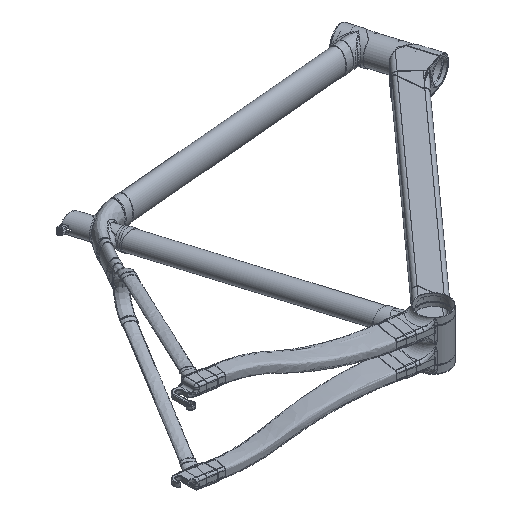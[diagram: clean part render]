
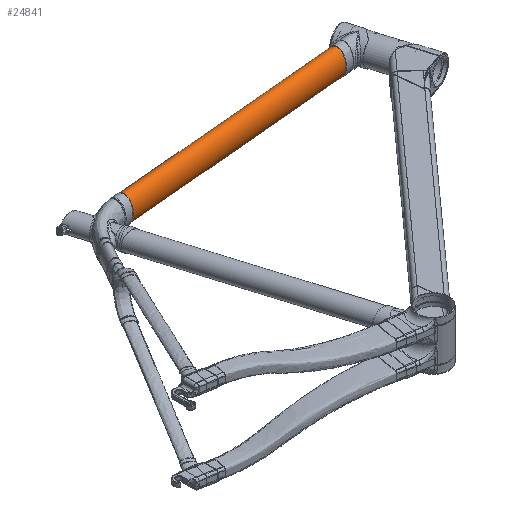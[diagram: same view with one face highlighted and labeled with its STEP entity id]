
A CAD part, isometric view. The second image highlights one B-rep face of the part: STEP entity #24841.
In plain terms, the highlighted free-form (B-spline) face has degree [1, 2] with [2, 9] control points.
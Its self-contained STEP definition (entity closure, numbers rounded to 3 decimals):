
#23876=CARTESIAN_POINT('',(343.952,522.276,-24.));
#23877=VERTEX_POINT('',#23876);
#23878=CARTESIAN_POINT('',(343.952,522.276,0.0));
#23879=DIRECTION('',(0.996,0.09,0.0));
#23880=DIRECTION('',(0.0,0.0,1.0));
#23881=AXIS2_PLACEMENT_3D('',#23878,#23879,#23880);
#23882=ELLIPSE('',#23881,24.,16.);
#23883=EDGE_CURVE('',#23877,#23877,#23882,.T.);
#24801=CARTESIAN_POINT('',(346.798,522.532,24.));
#24802=CARTESIAN_POINT('',(-89.274,483.276,24.));
#24803=CARTESIAN_POINT('',(348.233,506.597,24.));
#24804=CARTESIAN_POINT('',(-87.839,467.34,24.));
#24805=CARTESIAN_POINT('',(348.233,506.597,0.));
#24806=CARTESIAN_POINT('',(-87.839,467.34,0.));
#24807=CARTESIAN_POINT('',(348.233,506.597,-24.));
#24808=CARTESIAN_POINT('',(-87.839,467.34,-24.0));
#24809=CARTESIAN_POINT('',(346.798,522.532,-24.));
#24810=CARTESIAN_POINT('',(-89.274,483.276,-24.));
#24811=CARTESIAN_POINT('',(345.364,538.468,-24.));
#24812=CARTESIAN_POINT('',(-90.708,499.211,-24.));
#24813=CARTESIAN_POINT('',(345.364,538.468,0.));
#24814=CARTESIAN_POINT('',(-90.708,499.211,0.));
#24815=CARTESIAN_POINT('',(345.364,538.468,24.));
#24816=CARTESIAN_POINT('',(-90.708,499.211,24.0));
#24817=CARTESIAN_POINT('',(346.798,522.532,24.));
#24818=CARTESIAN_POINT('',(-89.274,483.276,24.));
#24826=(BOUNDED_SURFACE()B_SPLINE_SURFACE(1,2,((#24801,#24803,#24805,#24807,#24809,#24811,#24813,#24815,#24817),(#24802,#24804,#24806,#24808,#24810,#24812,#24814,#24816,#24818)),.UNSPECIFIED.,.F.,.T.,.U.)B_SPLINE_SURFACE_WITH_KNOTS((2,2),(3,2,2,2,3),(-9.434,8.809),(0.0,37.699,75.398,113.097,150.796),.UNSPECIFIED.)GEOMETRIC_REPRESENTATION_ITEM()RATIONAL_B_SPLINE_SURFACE(((1.0,0.707,1.0,0.707,1.0,0.707,1.0,0.707,1.0),(1.0,0.707,1.0,0.707,1.0,0.707,1.0,0.707,1.0)))REPRESENTATION_ITEM('')SURFACE());
#24827=CARTESIAN_POINT('',(-86.428,483.532,24.));
#24828=VERTEX_POINT('',#24827);
#24829=CARTESIAN_POINT('',(-86.428,483.532,0.0));
#24830=DIRECTION('',(-0.996,-0.09,0.0));
#24831=DIRECTION('',(0.0,0.0,-1.0));
#24832=AXIS2_PLACEMENT_3D('',#24829,#24830,#24831);
#24833=ELLIPSE('',#24832,24.,16.);
#24834=EDGE_CURVE('',#24828,#24828,#24833,.T.);
#24835=ORIENTED_EDGE('',*,*,#24834,.F.);
#24836=EDGE_LOOP('',(#24835));
#24837=FACE_OUTER_BOUND('',#24836,.T.);
#24838=ORIENTED_EDGE('',*,*,#23883,.F.);
#24839=EDGE_LOOP('',(#24838));
#24840=FACE_BOUND('',#24839,.T.);
#24841=ADVANCED_FACE('',(#24837,#24840),#24826,.T.);
